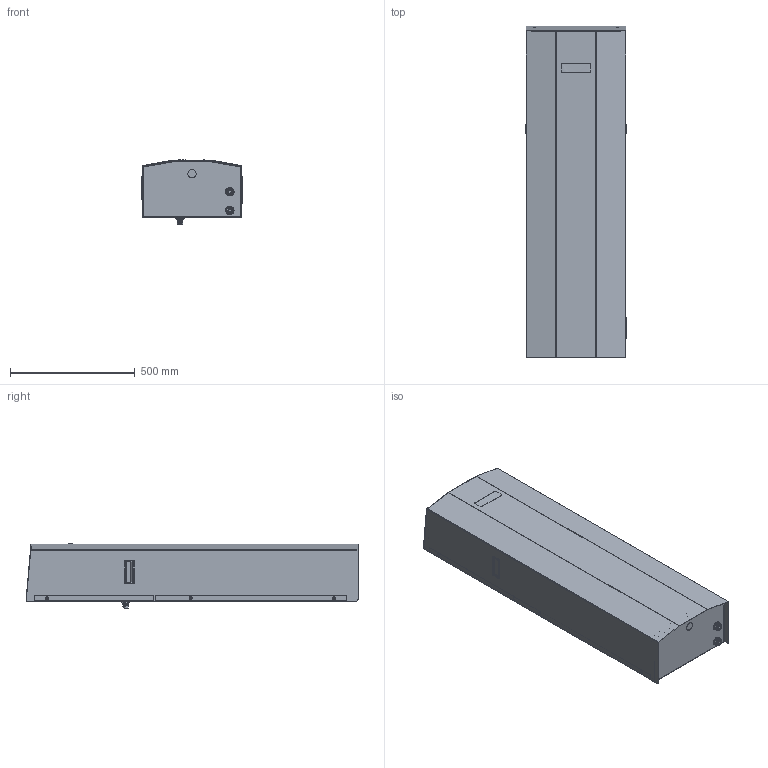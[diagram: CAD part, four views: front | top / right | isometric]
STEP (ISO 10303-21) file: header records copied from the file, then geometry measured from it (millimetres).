
FILE_DESCRIPTION (( 'STEP AP203' ), '1' );
FILE_NAME ('12358410045_Default.step', '2025-03-21T19:46:17', ( 'Windows User' ), ( 'AUTOMATION DIRECT' ), 'SwSTEP 2.0', 'SolidWorks 2024', '' );
FILE_SCHEMA (( 'CONFIG_CONTROL_DESIGN' ));
Length unit declared in the file: inch
Products named in the file (1): 12358410045_Default
Bounding box: 404.29 x 1330 x 257.36 mm (x, y, z)
Volume: 110202620.4 mm3; surface area: 5074398.2 mm2
Topology: 11 solids, 12 shells, 1571 faces, 4182 edges, 2678 vertices
Faces by surface type: plane 794, cylinder 656, bspline 50, torus 40, cone 23, sphere 8
Entity records: 54295 total; most frequent: CARTESIAN_POINT 14271, ORIENTED_EDGE 8332, DIRECTION 8272, EDGE_CURVE 4166, AXIS2_PLACEMENT_3D 2809, VERTEX_POINT 2674, LINE 2654, VECTOR 2654
